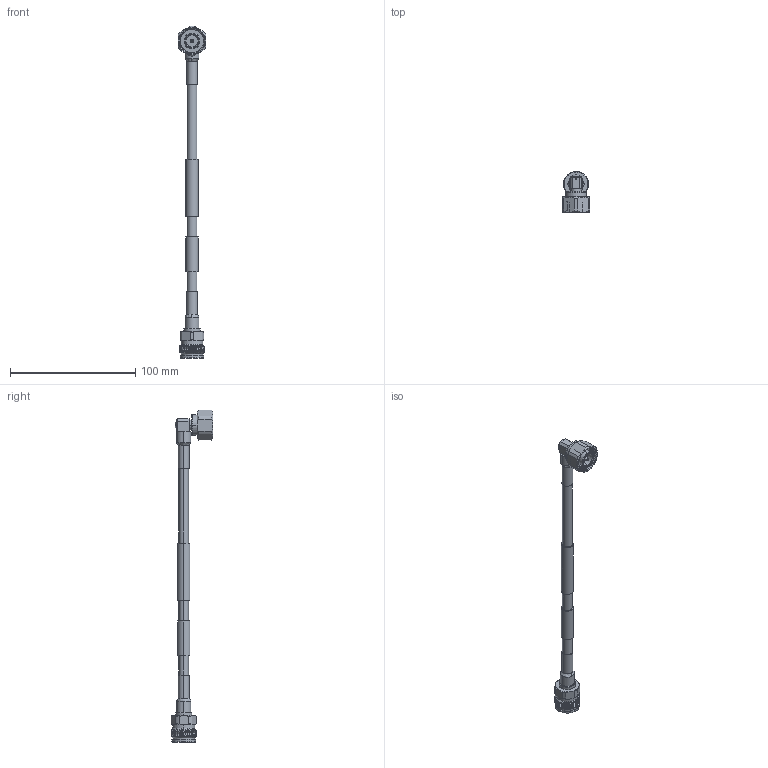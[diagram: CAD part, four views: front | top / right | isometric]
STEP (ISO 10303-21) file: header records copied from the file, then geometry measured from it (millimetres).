
FILE_DESCRIPTION (( 'STEP AP214' ), '1' );
FILE_NAME ('PE3C7832.step', '2021-02-09T19:14:20', ( '' ), ( '' ), 'SwSTEP 2.0', 'SolidWorks 2018', '' );
FILE_SCHEMA (( 'AUTOMOTIVE_DESIGN' ));
Length unit declared in the file: inch
Products named in the file (5): PE3C7832; PE45656^PE3C7832; PE45655^PE3C7832; Heat Shrink^PE3C7832; PE-1/4SFHC^PE3C7832
Assembly tree (5 placements, depth 2):
  PE3C7832
    PE-1/4SFHC^PE3C7832
    Heat Shrink^PE3C7832  x2
    PE45655^PE3C7832
    PE45656^PE3C7832
Bounding box: 22 x 33.55 x 265.31 mm (x, y, z)
Volume: 24163.8 mm3; surface area: 15404.9 mm2
Topology: 6 solids, 7 shells, 304 faces, 766 edges, 500 vertices
Faces by surface type: cylinder 120, plane 118, cone 51, bspline 13, torus 2
Entity records: 12590 total; most frequent: CARTESIAN_POINT 5373, ORIENTED_EDGE 1496, DIRECTION 1453, EDGE_CURVE 748, AXIS2_PLACEMENT_3D 572, VERTEX_POINT 488, EDGE_LOOP 324, VECTOR 309
